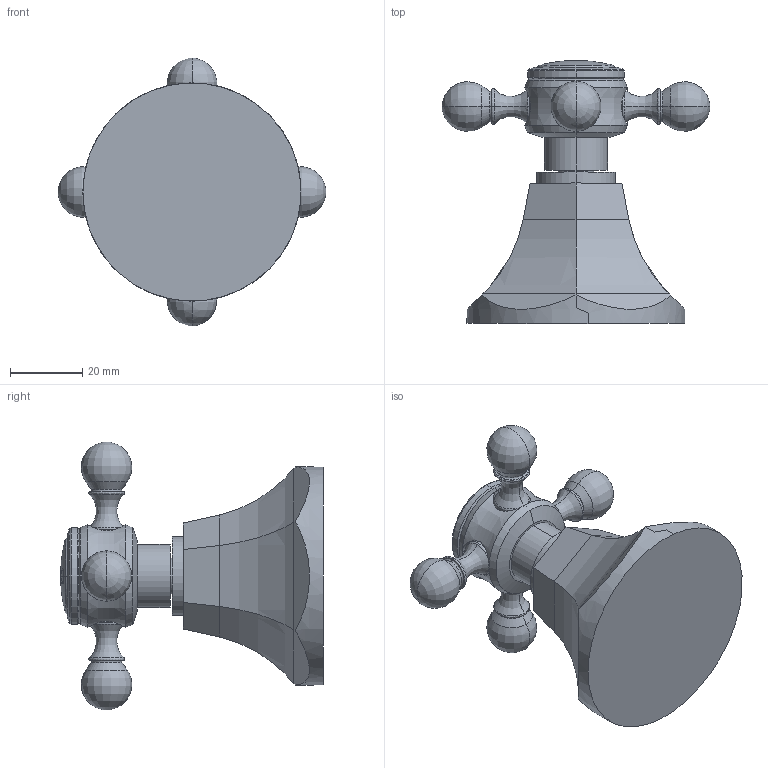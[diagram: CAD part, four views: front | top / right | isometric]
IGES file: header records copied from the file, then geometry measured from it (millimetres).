
Start section:  PTC IGES file: 3-595c.igs
Global section: file name: 3-595c.igs; native system: Creo Parametric by PTC Inc.; preprocessor: 2018400; author: jinson.thomas; organization: Unknown; date: 20210104.143948; units: inch
Bounding box: 74.04 x 72.69 x 74.04 mm (x, y, z)
Volume: 77133.7 mm3; surface area: 15976.8 mm2
Topology: 1 solids, 1 shells, 182 faces, 431 edges, 255 vertices
Faces by surface type: revolution 129, bspline 49, extrusion 4
